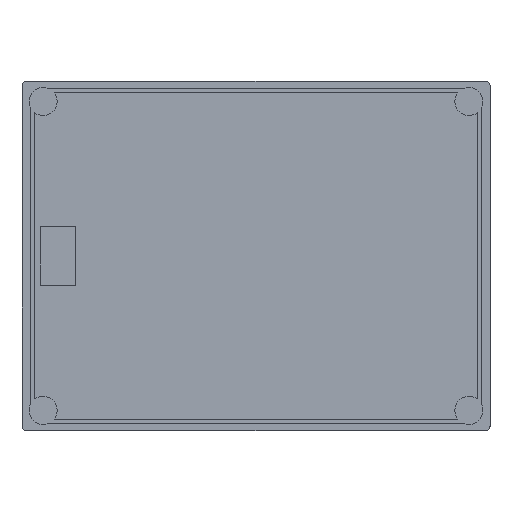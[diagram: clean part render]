
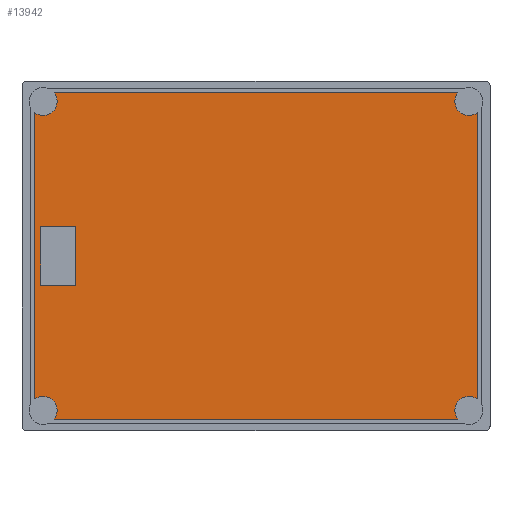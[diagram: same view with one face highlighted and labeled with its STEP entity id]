
A CAD part, top view. The second image highlights one B-rep face of the part: STEP entity #13942.
In plain terms, the highlighted planar face has unit normal (0, 0, 1).
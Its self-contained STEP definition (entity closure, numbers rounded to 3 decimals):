
#12741=CARTESIAN_POINT('',(91.,66.,5.));
#12742=DIRECTION('',(0.,0.,1.));
#12743=DIRECTION('',(-0.781,0.625,0.));
#12744=AXIS2_PLACEMENT_3D('',#12741,#12742,#12743);
#12746=CARTESIAN_POINT('',(91.,-66.,5.));
#12747=DIRECTION('',(0.,0.,-1.));
#12748=DIRECTION('',(-0.781,-0.625,0.));
#12749=AXIS2_PLACEMENT_3D('',#12746,#12747,#12748);
#12751=DIRECTION('',(-1.,0.,0.));
#12752=VECTOR('',#12751,172.633);
#12753=CARTESIAN_POINT('',(86.316,-69.75,5.));
#12754=LINE('',#12753,#12752);
#12755=CARTESIAN_POINT('',(-91.,-66.,5.));
#12756=DIRECTION('',(0.,0.,1.));
#12757=DIRECTION('',(0.781,-0.625,0.));
#12758=AXIS2_PLACEMENT_3D('',#12755,#12756,#12757);
#12760=CARTESIAN_POINT('',(-91.,66.,5.));
#12761=DIRECTION('',(0.,0.,-1.));
#12762=DIRECTION('',(0.781,0.625,0.));
#12763=AXIS2_PLACEMENT_3D('',#12760,#12761,#12762);
#12765=DIRECTION('',(0.,-1.,0.));
#12766=VECTOR('',#12765,25.);
#12767=CARTESIAN_POINT('',(-92.,12.5,5.));
#12768=LINE('',#12767,#12766);
#12769=DIRECTION('',(1.,0.,0.));
#12770=VECTOR('',#12769,15.);
#12771=CARTESIAN_POINT('',(-92.,-12.5,5.));
#12772=LINE('',#12771,#12770);
#12773=DIRECTION('',(0.,1.,0.));
#12774=VECTOR('',#12773,25.);
#12775=CARTESIAN_POINT('',(-77.,-12.5,5.));
#12776=LINE('',#12775,#12774);
#12777=DIRECTION('',(-1.,0.,0.));
#12778=VECTOR('',#12777,15.);
#12779=CARTESIAN_POINT('',(-77.,12.5,5.));
#12780=LINE('',#12779,#12778);
#12781=DIRECTION('',(-1.,0.,0.));
#12782=VECTOR('',#12781,172.633);
#12783=CARTESIAN_POINT('',(86.316,69.75,5.));
#12784=LINE('',#12783,#12782);
#12801=DIRECTION('',(0.,-1.,0.));
#12802=VECTOR('',#12801,122.253);
#12803=CARTESIAN_POINT('',(-94.5,61.127,5.));
#12804=LINE('',#12803,#12802);
#12825=DIRECTION('',(0.,1.,0.));
#12826=VECTOR('',#12825,122.253);
#12827=CARTESIAN_POINT('',(94.5,-61.127,5.));
#12828=LINE('',#12827,#12826);
#13061=CARTESIAN_POINT('',(-86.316,69.75,5.));
#13062=CARTESIAN_POINT('',(-94.5,61.127,5.));
#13063=VERTEX_POINT('',#13061);
#13064=VERTEX_POINT('',#13062);
#13077=CARTESIAN_POINT('',(-86.316,-69.75,5.));
#13078=CARTESIAN_POINT('',(-94.5,-61.127,5.));
#13079=VERTEX_POINT('',#13077);
#13080=VERTEX_POINT('',#13078);
#13093=CARTESIAN_POINT('',(86.316,-69.75,5.));
#13094=CARTESIAN_POINT('',(94.5,-61.127,5.));
#13095=VERTEX_POINT('',#13093);
#13096=VERTEX_POINT('',#13094);
#13109=CARTESIAN_POINT('',(86.316,69.75,5.));
#13110=CARTESIAN_POINT('',(94.5,61.127,5.));
#13111=VERTEX_POINT('',#13109);
#13112=VERTEX_POINT('',#13110);
#13125=CARTESIAN_POINT('',(-92.,12.5,5.));
#13126=CARTESIAN_POINT('',(-92.,-12.5,5.));
#13127=VERTEX_POINT('',#13125);
#13128=VERTEX_POINT('',#13126);
#13129=CARTESIAN_POINT('',(-77.,-12.5,5.));
#13130=VERTEX_POINT('',#13129);
#13131=CARTESIAN_POINT('',(-77.,12.5,5.));
#13132=VERTEX_POINT('',#13131);
#13910=CARTESIAN_POINT('',(0.,0.,5.));
#13911=DIRECTION('',(0.,0.,-1.));
#13912=DIRECTION('',(1.,0.,0.));
#13913=AXIS2_PLACEMENT_3D('',#13910,#13911,#13912);
#13914=PLANE('',#13913);
#13916=ORIENTED_EDGE('',*,*,#13915,.F.);
#13918=ORIENTED_EDGE('',*,*,#13917,.T.);
#13920=ORIENTED_EDGE('',*,*,#13919,.F.);
#13922=ORIENTED_EDGE('',*,*,#13921,.F.);
#13923=ORIENTED_EDGE('',*,*,#13900,.T.);
#13925=ORIENTED_EDGE('',*,*,#13924,.T.);
#13927=ORIENTED_EDGE('',*,*,#13926,.F.);
#13929=ORIENTED_EDGE('',*,*,#13928,.F.);
#13930=EDGE_LOOP('',(#13916,#13918,#13920,#13922,#13923,#13925,#13927,#13929));
#13931=FACE_OUTER_BOUND('',#13930,.F.);
#13933=ORIENTED_EDGE('',*,*,#13932,.T.);
#13935=ORIENTED_EDGE('',*,*,#13934,.T.);
#13937=ORIENTED_EDGE('',*,*,#13936,.T.);
#13939=ORIENTED_EDGE('',*,*,#13938,.T.);
#13940=EDGE_LOOP('',(#13933,#13935,#13937,#13939));
#13941=FACE_BOUND('',#13940,.F.);
#13942=ADVANCED_FACE('',(#13931,#13941),#13914,.F.);
#12745=CIRCLE('',#12744,6.);
#12750=CIRCLE('',#12749,6.);
#12759=CIRCLE('',#12758,6.);
#12764=CIRCLE('',#12763,6.);
#13900=EDGE_CURVE('',#13095,#13079,#12754,.T.);
#13915=EDGE_CURVE('',#13111,#13063,#12784,.T.);
#13917=EDGE_CURVE('',#13111,#13112,#12745,.T.);
#13919=EDGE_CURVE('',#13096,#13112,#12828,.T.);
#13921=EDGE_CURVE('',#13095,#13096,#12750,.T.);
#13924=EDGE_CURVE('',#13079,#13080,#12759,.T.);
#13926=EDGE_CURVE('',#13064,#13080,#12804,.T.);
#13928=EDGE_CURVE('',#13063,#13064,#12764,.T.);
#13932=EDGE_CURVE('',#13127,#13128,#12768,.T.);
#13934=EDGE_CURVE('',#13128,#13130,#12772,.T.);
#13936=EDGE_CURVE('',#13130,#13132,#12776,.T.);
#13938=EDGE_CURVE('',#13132,#13127,#12780,.T.);
